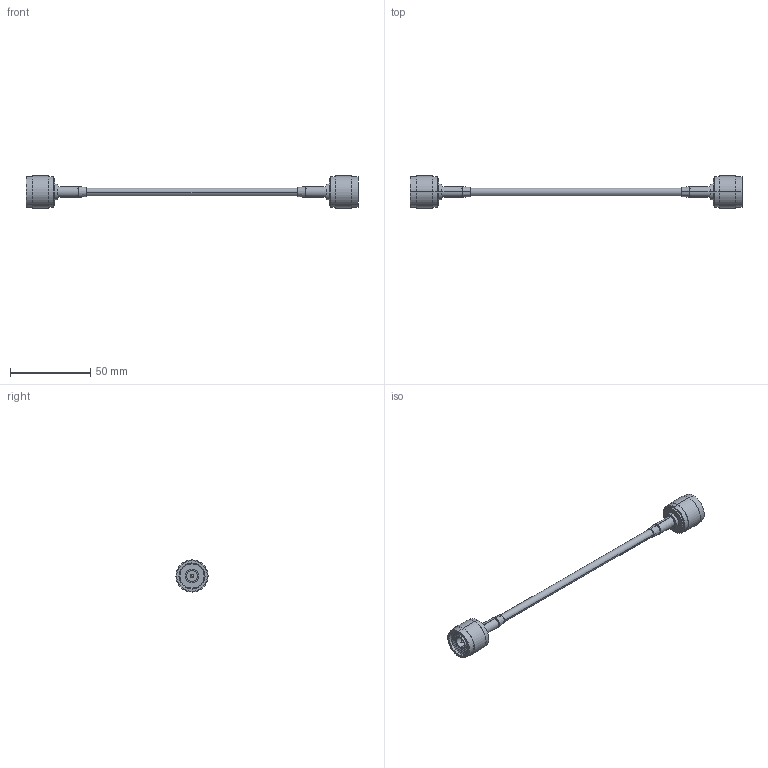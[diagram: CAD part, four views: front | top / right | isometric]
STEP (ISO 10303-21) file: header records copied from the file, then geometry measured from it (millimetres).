
FILE_DESCRIPTION (( 'STEP AP214' ), '1' );
FILE_NAME ('FMC0101143LF_3D.STEP', '2022-02-28T21:50:54', ( '' ), ( '' ), 'SwSTEP 2.0', 'SolidWorks 2021', '' );
FILE_SCHEMA (( 'AUTOMOTIVE_DESIGN' ));
Length unit declared in the file: inch
Products named in the file (8): BAC536-MA3; BAC536; RG142B-PROD_6" LENGTH; FMC0101143LF_3D; BAC536-MA2; SP13849-MA1; BAC536-MA1
Assembly tree (9 placements, depth 3):
  FMC0101143LF_3D
    RG142B-PROD_6" LENGTH
    BAC536  x2
      BAC536
      BAC536-MA1
      BAC536-MA2
      BAC536-MA3
    SP13849-MA1  x2
Bounding box: 207.01 x 20.02 x 20.02 mm (x, y, z)
Volume: 10924.4 mm3; surface area: 11564.4 mm2
Topology: 11 solids, 11 shells, 260 faces, 522 edges, 302 vertices
Faces by surface type: cylinder 126, cone 92, plane 42
Entity records: 4035 total; most frequent: DIRECTION 696, CARTESIAN_POINT 626, ORIENTED_EDGE 524, AXIS2_PLACEMENT_3D 293, EDGE_CURVE 262, VERTEX_POINT 153, EDGE_LOOP 153, CIRCLE 148
